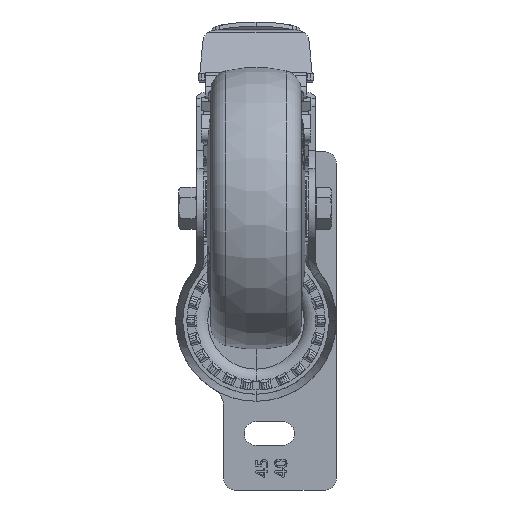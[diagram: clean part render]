
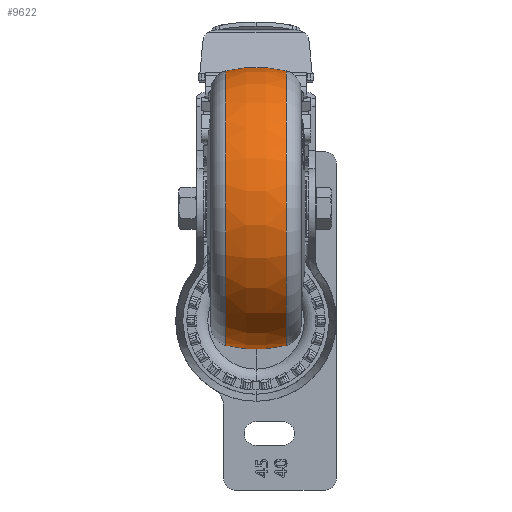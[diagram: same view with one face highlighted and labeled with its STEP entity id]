
A CAD part, front view. The second image highlights one B-rep face of the part: STEP entity #9622.
In plain terms, the highlighted toroidal (fillet/blend) face has major radius 5 mm and minor radius 45 mm.
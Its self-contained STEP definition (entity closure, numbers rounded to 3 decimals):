
#3946 = DIRECTION ( 'NONE',  ( -1., 0., 0. ) ) ;
#5934 = DIRECTION ( 'NONE',  ( 0., 1., 0. ) ) ;
#9622 = ADVANCED_FACE ( 'NONE', ( #105292 ), #37642, .T. ) ;
#9998 = DIRECTION ( 'NONE',  ( 0., 0., -1. ) ) ;
#14092 = EDGE_CURVE ( 'NONE', #86602, #77670, #107320, .T. ) ;
#16185 = ORIENTED_EDGE ( 'NONE', *, *, #82355, .T. ) ;
#19158 = DIRECTION ( 'NONE',  ( 0., -1., 0. ) ) ;
#23997 = AXIS2_PLACEMENT_3D ( 'NONE', #31340, #75034, #9998 ) ;
#31340 = CARTESIAN_POINT ( 'NONE',  ( 0., 0., 0. ) ) ;
#35189 = EDGE_CURVE ( 'NONE', #95398, #77670, #110298, .T. ) ;
#37642 = TOROIDAL_SURFACE ( 'NONE', #23997, 5., 45. ) ;
#38495 = CARTESIAN_POINT ( 'NONE',  ( -10.658, 0., 48.72 ) ) ;
#46258 = AXIS2_PLACEMENT_3D ( 'NONE', #68918, #3946, #79889 ) ;
#51587 = DIRECTION ( 'NONE',  ( 1., 0., 0. ) ) ;
#68918 = CARTESIAN_POINT ( 'NONE',  ( 10.658, 0., 0. ) ) ;
#70908 = CARTESIAN_POINT ( 'NONE',  ( 0., 0., 5. ) ) ;
#72290 = CARTESIAN_POINT ( 'NONE',  ( 10.658, 0., 48.72 ) ) ;
#73854 = EDGE_LOOP ( 'NONE', ( #98733, #87571, #16185, #133302 ) ) ;
#75034 = DIRECTION ( 'NONE',  ( 1., 0., 0. ) ) ;
#77670 = VERTEX_POINT ( 'NONE', #72290 ) ;
#79079 = CIRCLE ( 'NONE', #112637, 48.72 ) ;
#79889 = DIRECTION ( 'NONE',  ( 0., 0., 1. ) ) ;
#81844 = DIRECTION ( 'NONE',  ( 0., 0., 1. ) ) ;
#82355 = EDGE_CURVE ( 'NONE', #120527, #95398, #99472, .T. ) ;
#84185 = CARTESIAN_POINT ( 'NONE',  ( 0., 0., -5. ) ) ;
#86602 = VERTEX_POINT ( 'NONE', #38495 ) ;
#87571 = ORIENTED_EDGE ( 'NONE', *, *, #116275, .T. ) ;
#94933 = DIRECTION ( 'NONE',  ( 1., 0., 0. ) ) ;
#95398 = VERTEX_POINT ( 'NONE', #111810 ) ;
#98733 = ORIENTED_EDGE ( 'NONE', *, *, #14092, .F. ) ;
#99472 = CIRCLE ( 'NONE', #126044, 45. ) ;
#105292 = FACE_OUTER_BOUND ( 'NONE', #73854, .T. ) ;
#107320 = CIRCLE ( 'NONE', #121259, 45. ) ;
#110298 = CIRCLE ( 'NONE', #46258, 48.72 ) ;
#111810 = CARTESIAN_POINT ( 'NONE',  ( 10.658, 0., -48.72 ) ) ;
#112637 = AXIS2_PLACEMENT_3D ( 'NONE', #116151, #51587, #126925 ) ;
#116151 = CARTESIAN_POINT ( 'NONE',  ( -10.658, 0., 0. ) ) ;
#116275 = EDGE_CURVE ( 'NONE', #86602, #120527, #79079, .T. ) ;
#120527 = VERTEX_POINT ( 'NONE', #128916 ) ;
#121259 = AXIS2_PLACEMENT_3D ( 'NONE', #70908, #5934, #81844 ) ;
#126044 = AXIS2_PLACEMENT_3D ( 'NONE', #84185, #19158, #94933 ) ;
#126925 = DIRECTION ( 'NONE',  ( 0., 0., -1. ) ) ;
#128916 = CARTESIAN_POINT ( 'NONE',  ( -10.658, 0., -48.72 ) ) ;
#133302 = ORIENTED_EDGE ( 'NONE', *, *, #35189, .T. ) ;
